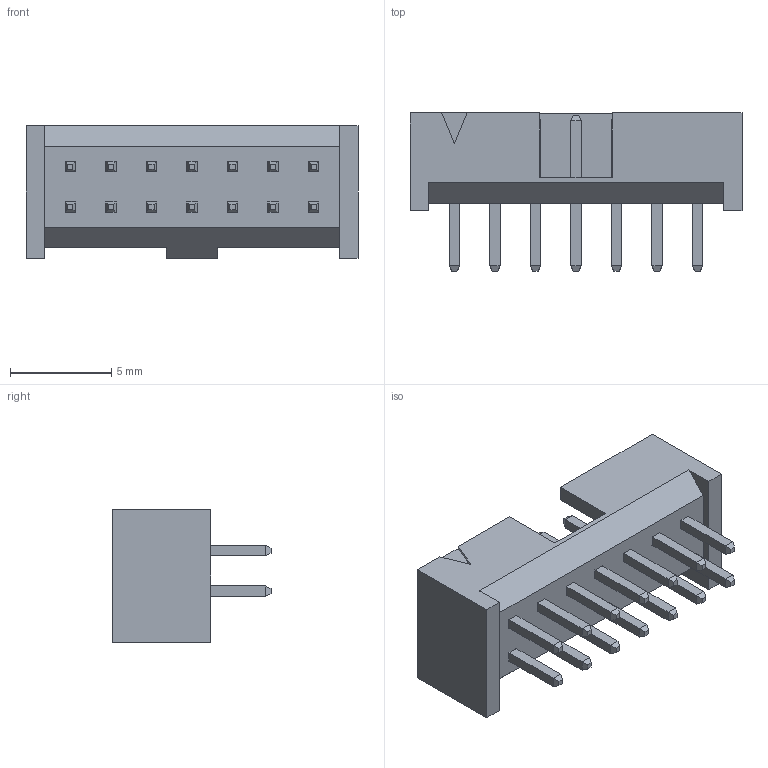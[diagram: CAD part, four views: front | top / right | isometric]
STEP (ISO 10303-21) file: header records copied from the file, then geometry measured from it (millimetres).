
FILE_DESCRIPTION (( 'STEP AP214' ), '1' );
FILE_NAME ('LTMM_107_02_F_D.STEP', '2021-05-09T13:35:48', ( '' ), ( '' ), 'SwSTEP 2.0', 'SolidWorks 2019', '' );
FILE_SCHEMA (( 'AUTOMOTIVE_DESIGN' ));
Length unit declared in the file: millimetre
Products named in the file (4): LTMM_107_02_F_D_3; LTMM_107_02_F_D; LTMM_107_02_F_D_7; LTMM_107_02_F_D_5
Assembly tree (3 placements, depth 2):
  LTMM_107_02_F_D
    LTMM_107_02_F_D_3
    LTMM_107_02_F_D_5
    LTMM_107_02_F_D_7
Bounding box: 16.38 x 7.8 x 6.54 mm (x, y, z)
Volume: 257.3 mm3; surface area: 907.3 mm2
Topology: 3 solids, 3 shells, 345 faces, 833 edges, 518 vertices
Faces by surface type: plane 345
Entity records: 9901 total; most frequent: CARTESIAN_POINT 1702, ORIENTED_EDGE 1666, DIRECTION 1535, EDGE_CURVE 833, LINE 833, VECTOR 833, VERTEX_POINT 518, EDGE_LOOP 397
